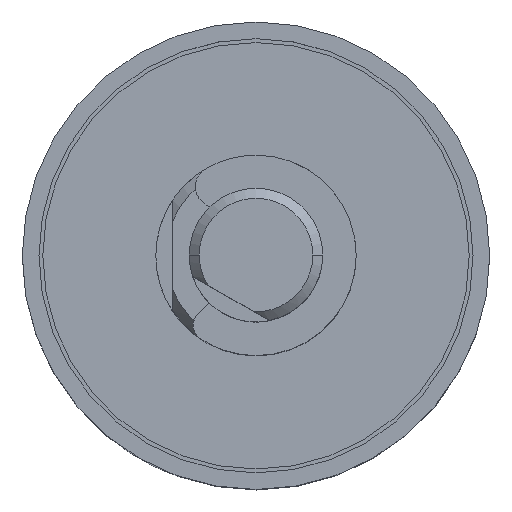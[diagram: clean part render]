
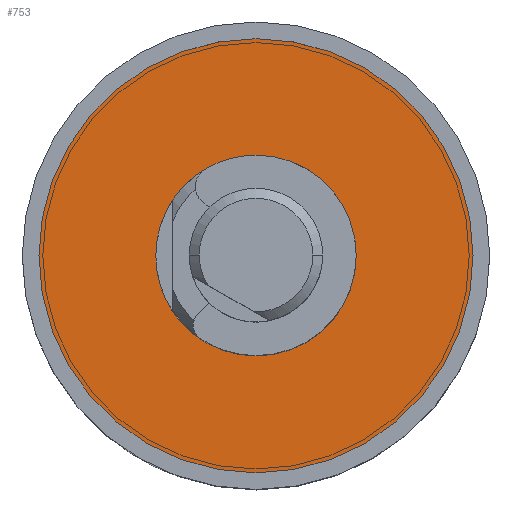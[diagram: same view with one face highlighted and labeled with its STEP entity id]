
A CAD part, top view. The second image highlights one B-rep face of the part: STEP entity #753.
In plain terms, the highlighted planar face has unit normal (0, 0, 1).
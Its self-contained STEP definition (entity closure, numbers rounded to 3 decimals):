
#16 = CARTESIAN_POINT ( 'NONE',  ( 0., 0., 0.5 ) ) ;
#30 = CARTESIAN_POINT ( 'NONE',  ( 0., 0., 0.5 ) ) ;
#101 = VERTEX_POINT ( 'NONE', #579 ) ;
#490 = CARTESIAN_POINT ( 'NONE',  ( 0., 0., 0.5 ) ) ;
#512 = CARTESIAN_POINT ( 'NONE',  ( 0., 0., 0.5 ) ) ;
#579 = CARTESIAN_POINT ( 'NONE',  ( -3., 0., 0.5 ) ) ;
#753 = ADVANCED_FACE ( 'NONE', ( #1360, #3015 ), #1947, .T. ) ;
#977 = CIRCLE ( 'NONE', #3878, 3. ) ;
#1056 = ORIENTED_EDGE ( 'NONE', *, *, #7264, .T. ) ;
#1189 = ORIENTED_EDGE ( 'NONE', *, *, #3943, .T. ) ;
#1311 = CIRCLE ( 'NONE', #1373, 3. ) ;
#1360 = FACE_BOUND ( 'NONE', #6100, .T. ) ;
#1373 = AXIS2_PLACEMENT_3D ( 'NONE', #16, #2892, #7040 ) ;
#1750 = AXIS2_PLACEMENT_3D ( 'NONE', #30, #3483, #2020 ) ;
#1884 = DIRECTION ( 'NONE',  ( 1., 0., 0. ) ) ;
#1947 = PLANE ( 'NONE',  #7582 ) ;
#2020 = DIRECTION ( 'NONE',  ( 1., 0., 0. ) ) ;
#2024 = VERTEX_POINT ( 'NONE', #5350 ) ;
#2784 = CARTESIAN_POINT ( 'NONE',  ( 6.5, 0., 0.5 ) ) ;
#2892 = DIRECTION ( 'NONE',  ( 0., 0., -1. ) ) ;
#2917 = CIRCLE ( 'NONE', #1750, 6.5 ) ;
#3015 = FACE_OUTER_BOUND ( 'NONE', #3161, .T. ) ;
#3161 = EDGE_LOOP ( 'NONE', ( #5391, #1189 ) ) ;
#3407 = DIRECTION ( 'NONE',  ( 0., 0., 1. ) ) ;
#3483 = DIRECTION ( 'NONE',  ( 0., 0., 1. ) ) ;
#3878 = AXIS2_PLACEMENT_3D ( 'NONE', #512, #6117, #3891 ) ;
#3891 = DIRECTION ( 'NONE',  ( -1., 0., 0. ) ) ;
#3943 = EDGE_CURVE ( 'NONE', #7758, #4921, #4701, .T. ) ;
#4005 = CARTESIAN_POINT ( 'NONE',  ( 3., 0., 0.5 ) ) ;
#4701 = CIRCLE ( 'NONE', #5466, 6.5 ) ;
#4921 = VERTEX_POINT ( 'NONE', #2784 ) ;
#5350 = CARTESIAN_POINT ( 'NONE',  ( 3., 0., 0.5 ) ) ;
#5391 = ORIENTED_EDGE ( 'NONE', *, *, #8504, .T. ) ;
#5438 = DIRECTION ( 'NONE',  ( 1., 0., 0. ) ) ;
#5466 = AXIS2_PLACEMENT_3D ( 'NONE', #490, #8363, #5438 ) ;
#6100 = EDGE_LOOP ( 'NONE', ( #1056, #7552 ) ) ;
#6117 = DIRECTION ( 'NONE',  ( 0., 0., -1. ) ) ;
#6177 = EDGE_CURVE ( 'NONE', #2024, #101, #977, .T. ) ;
#7040 = DIRECTION ( 'NONE',  ( -1., 0., 0. ) ) ;
#7264 = EDGE_CURVE ( 'NONE', #101, #2024, #1311, .T. ) ;
#7552 = ORIENTED_EDGE ( 'NONE', *, *, #6177, .T. ) ;
#7582 = AXIS2_PLACEMENT_3D ( 'NONE', #4005, #3407, #1884 ) ;
#7758 = VERTEX_POINT ( 'NONE', #8414 ) ;
#8363 = DIRECTION ( 'NONE',  ( 0., 0., 1. ) ) ;
#8414 = CARTESIAN_POINT ( 'NONE',  ( -6.5, 0., 0.5 ) ) ;
#8504 = EDGE_CURVE ( 'NONE', #4921, #7758, #2917, .T. ) ;
